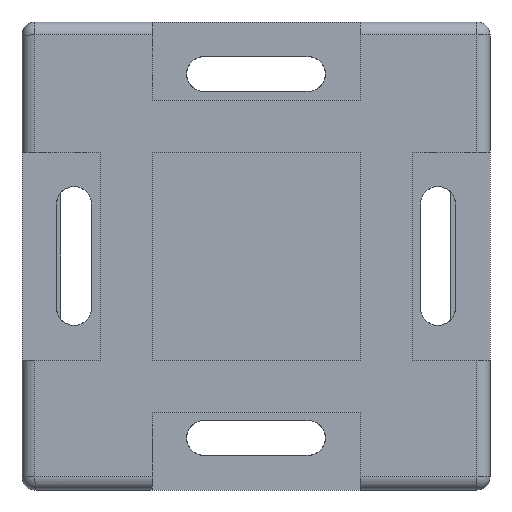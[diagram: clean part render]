
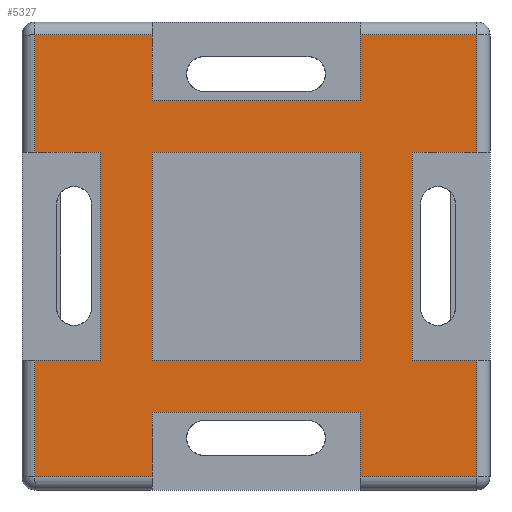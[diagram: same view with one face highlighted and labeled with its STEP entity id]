
A CAD part, front view. The second image highlights one B-rep face of the part: STEP entity #5327.
In plain terms, the highlighted planar face has unit normal (0, -1, 0).
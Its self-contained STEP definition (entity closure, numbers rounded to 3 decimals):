
#60=FACE_BOUND('',#628,.T.);
#111=PLANE('',#5711);
#305=FACE_OUTER_BOUND('',#627,.T.);
#627=EDGE_LOOP('',(#3904,#3905,#3906,#3907,#3908,#3909,#3910,#3911,#3912,
#3913,#3914,#3915,#3916,#3917,#3918,#3919,#3920,#3921,#3922,#3923));
#628=EDGE_LOOP('',(#3924,#3925,#3926,#3927));
#1084=LINE('',#8330,#1632);
#1086=LINE('',#8335,#1634);
#1087=LINE('',#8338,#1635);
#1094=LINE('',#8360,#1642);
#1095=LINE('',#8362,#1643);
#1096=LINE('',#8364,#1644);
#1097=LINE('',#8366,#1645);
#1098=LINE('',#8368,#1646);
#1099=LINE('',#8370,#1647);
#1100=LINE('',#8372,#1648);
#1101=LINE('',#8374,#1649);
#1102=LINE('',#8376,#1650);
#1103=LINE('',#8378,#1651);
#1104=LINE('',#8380,#1652);
#1105=LINE('',#8382,#1653);
#1106=LINE('',#8384,#1654);
#1107=LINE('',#8386,#1655);
#1108=LINE('',#8388,#1656);
#1109=LINE('',#8390,#1657);
#1110=LINE('',#8391,#1658);
#1111=LINE('',#8394,#1659);
#1112=LINE('',#8396,#1660);
#1113=LINE('',#8398,#1661);
#1114=LINE('',#8399,#1662);
#1632=VECTOR('',#6569,10.);
#1634=VECTOR('',#6575,10.);
#1635=VECTOR('',#6578,10.);
#1642=VECTOR('',#6595,10.);
#1643=VECTOR('',#6596,10.);
#1644=VECTOR('',#6597,10.);
#1645=VECTOR('',#6598,10.);
#1646=VECTOR('',#6599,10.);
#1647=VECTOR('',#6600,10.);
#1648=VECTOR('',#6601,10.);
#1649=VECTOR('',#6602,10.);
#1650=VECTOR('',#6603,10.);
#1651=VECTOR('',#6604,10.);
#1652=VECTOR('',#6605,10.);
#1653=VECTOR('',#6606,10.);
#1654=VECTOR('',#6607,10.);
#1655=VECTOR('',#6608,10.);
#1656=VECTOR('',#6609,10.);
#1657=VECTOR('',#6610,10.);
#1658=VECTOR('',#6611,10.);
#1659=VECTOR('',#6612,10.);
#1660=VECTOR('',#6613,10.);
#1661=VECTOR('',#6614,10.);
#1662=VECTOR('',#6615,10.);
#2429=VERTEX_POINT('',#8317);
#2433=VERTEX_POINT('',#8328);
#2434=VERTEX_POINT('',#8333);
#2435=VERTEX_POINT('',#8337);
#2445=VERTEX_POINT('',#8359);
#2446=VERTEX_POINT('',#8361);
#2447=VERTEX_POINT('',#8363);
#2448=VERTEX_POINT('',#8365);
#2449=VERTEX_POINT('',#8367);
#2450=VERTEX_POINT('',#8369);
#2451=VERTEX_POINT('',#8371);
#2452=VERTEX_POINT('',#8373);
#2453=VERTEX_POINT('',#8375);
#2454=VERTEX_POINT('',#8377);
#2455=VERTEX_POINT('',#8379);
#2456=VERTEX_POINT('',#8381);
#2457=VERTEX_POINT('',#8383);
#2458=VERTEX_POINT('',#8385);
#2459=VERTEX_POINT('',#8387);
#2460=VERTEX_POINT('',#8389);
#2461=VERTEX_POINT('',#8392);
#2462=VERTEX_POINT('',#8393);
#2463=VERTEX_POINT('',#8395);
#2464=VERTEX_POINT('',#8397);
#2994=EDGE_CURVE('',#2433,#2429,#1084,.T.);
#2997=EDGE_CURVE('',#2429,#2434,#1086,.T.);
#2998=EDGE_CURVE('',#2435,#2434,#1087,.T.);
#3009=EDGE_CURVE('',#2433,#2445,#1094,.T.);
#3010=EDGE_CURVE('',#2445,#2446,#1095,.T.);
#3011=EDGE_CURVE('',#2446,#2447,#1096,.T.);
#3012=EDGE_CURVE('',#2448,#2447,#1097,.T.);
#3013=EDGE_CURVE('',#2449,#2448,#1098,.T.);
#3014=EDGE_CURVE('',#2449,#2450,#1099,.T.);
#3015=EDGE_CURVE('',#2450,#2451,#1100,.T.);
#3016=EDGE_CURVE('',#2451,#2452,#1101,.T.);
#3017=EDGE_CURVE('',#2453,#2452,#1102,.T.);
#3018=EDGE_CURVE('',#2454,#2453,#1103,.T.);
#3019=EDGE_CURVE('',#2454,#2455,#1104,.T.);
#3020=EDGE_CURVE('',#2455,#2456,#1105,.T.);
#3021=EDGE_CURVE('',#2456,#2457,#1106,.T.);
#3022=EDGE_CURVE('',#2458,#2457,#1107,.T.);
#3023=EDGE_CURVE('',#2459,#2458,#1108,.T.);
#3024=EDGE_CURVE('',#2459,#2460,#1109,.T.);
#3025=EDGE_CURVE('',#2460,#2435,#1110,.T.);
#3026=EDGE_CURVE('',#2461,#2462,#1111,.T.);
#3027=EDGE_CURVE('',#2462,#2463,#1112,.T.);
#3028=EDGE_CURVE('',#2463,#2464,#1113,.T.);
#3029=EDGE_CURVE('',#2464,#2461,#1114,.T.);
#3904=ORIENTED_EDGE('',*,*,#2997,.F.);
#3905=ORIENTED_EDGE('',*,*,#2994,.F.);
#3906=ORIENTED_EDGE('',*,*,#3009,.T.);
#3907=ORIENTED_EDGE('',*,*,#3010,.T.);
#3908=ORIENTED_EDGE('',*,*,#3011,.T.);
#3909=ORIENTED_EDGE('',*,*,#3012,.F.);
#3910=ORIENTED_EDGE('',*,*,#3013,.F.);
#3911=ORIENTED_EDGE('',*,*,#3014,.T.);
#3912=ORIENTED_EDGE('',*,*,#3015,.T.);
#3913=ORIENTED_EDGE('',*,*,#3016,.T.);
#3914=ORIENTED_EDGE('',*,*,#3017,.F.);
#3915=ORIENTED_EDGE('',*,*,#3018,.F.);
#3916=ORIENTED_EDGE('',*,*,#3019,.T.);
#3917=ORIENTED_EDGE('',*,*,#3020,.T.);
#3918=ORIENTED_EDGE('',*,*,#3021,.T.);
#3919=ORIENTED_EDGE('',*,*,#3022,.F.);
#3920=ORIENTED_EDGE('',*,*,#3023,.F.);
#3921=ORIENTED_EDGE('',*,*,#3024,.T.);
#3922=ORIENTED_EDGE('',*,*,#3025,.T.);
#3923=ORIENTED_EDGE('',*,*,#2998,.T.);
#3924=ORIENTED_EDGE('',*,*,#3026,.T.);
#3925=ORIENTED_EDGE('',*,*,#3027,.T.);
#3926=ORIENTED_EDGE('',*,*,#3028,.T.);
#3927=ORIENTED_EDGE('',*,*,#3029,.T.);
#5327=ADVANCED_FACE('',(#305,#60),#111,.T.);
#5711=AXIS2_PLACEMENT_3D('',#8358,#6593,#6594);
#6569=DIRECTION('',(1.,0.,0.));
#6575=DIRECTION('',(0.,0.,-1.));
#6578=DIRECTION('',(1.,0.,0.));
#6593=DIRECTION('center_axis',(0.,-1.,0.));
#6594=DIRECTION('ref_axis',(0.,0.,-1.));
#6595=DIRECTION('',(0.,0.,-1.));
#6596=DIRECTION('',(-1.,0.,0.));
#6597=DIRECTION('',(0.,0.,1.));
#6598=DIRECTION('',(1.,0.,0.));
#6599=DIRECTION('',(0.,0.,1.));
#6600=DIRECTION('',(1.,0.,0.));
#6601=DIRECTION('',(0.,0.,-1.));
#6602=DIRECTION('',(-1.,0.,0.));
#6603=DIRECTION('',(0.,0.,1.));
#6604=DIRECTION('',(-1.,0.,0.));
#6605=DIRECTION('',(0.,0.,1.));
#6606=DIRECTION('',(1.,0.,0.));
#6607=DIRECTION('',(0.,0.,-1.));
#6608=DIRECTION('',(-1.,0.,0.));
#6609=DIRECTION('',(0.,0.,-1.));
#6610=DIRECTION('',(-1.,0.,0.));
#6611=DIRECTION('',(0.,0.,1.));
#6612=DIRECTION('',(0.,0.,-1.));
#6613=DIRECTION('',(-1.,0.,0.));
#6614=DIRECTION('',(0.,0.,1.));
#6615=DIRECTION('',(1.,0.,0.));
#8317=CARTESIAN_POINT('',(26.038,-54.,24.987));
#8328=CARTESIAN_POINT('',(12.538,-54.,24.987));
#8330=CARTESIAN_POINT('',(14.038,-54.,24.987));
#8333=CARTESIAN_POINT('',(26.038,-54.,11.487));
#8335=CARTESIAN_POINT('',(26.038,-54.,-14.013));
#8337=CARTESIAN_POINT('',(18.538,-54.,11.487));
#8338=CARTESIAN_POINT('',(14.038,-54.,11.487));
#8358=CARTESIAN_POINT('Origin',(0.538,-54.,-0.513));
#8359=CARTESIAN_POINT('',(12.538,-54.,17.487));
#8360=CARTESIAN_POINT('',(12.538,-54.,12.987));
#8361=CARTESIAN_POINT('',(-11.462,-54.,17.487));
#8362=CARTESIAN_POINT('',(6.538,-54.,17.487));
#8363=CARTESIAN_POINT('',(-11.462,-54.,24.987));
#8364=CARTESIAN_POINT('',(-11.462,-54.,8.487));
#8365=CARTESIAN_POINT('',(-24.962,-54.,24.987));
#8366=CARTESIAN_POINT('',(14.038,-54.,24.987));
#8367=CARTESIAN_POINT('',(-24.962,-54.,11.487));
#8368=CARTESIAN_POINT('',(-24.962,-54.,12.987));
#8369=CARTESIAN_POINT('',(-17.462,-54.,11.487));
#8370=CARTESIAN_POINT('',(-12.962,-54.,11.487));
#8371=CARTESIAN_POINT('',(-17.462,-54.,-12.513));
#8372=CARTESIAN_POINT('',(-17.462,-54.,-0.513));
#8373=CARTESIAN_POINT('',(-24.962,-54.,-12.513));
#8374=CARTESIAN_POINT('',(-12.962,-54.,-12.513));
#8375=CARTESIAN_POINT('',(-24.962,-54.,-26.013));
#8376=CARTESIAN_POINT('',(-24.962,-54.,12.987));
#8377=CARTESIAN_POINT('',(-11.462,-54.,-26.013));
#8378=CARTESIAN_POINT('',(-12.962,-54.,-26.013));
#8379=CARTESIAN_POINT('',(-11.462,-54.,-18.513));
#8380=CARTESIAN_POINT('',(-11.462,-54.,-14.013));
#8381=CARTESIAN_POINT('',(12.538,-54.,-18.513));
#8382=CARTESIAN_POINT('',(-5.462,-54.,-18.513));
#8383=CARTESIAN_POINT('',(12.538,-54.,-26.013));
#8384=CARTESIAN_POINT('',(12.538,-54.,-9.513));
#8385=CARTESIAN_POINT('',(26.038,-54.,-26.013));
#8386=CARTESIAN_POINT('',(-12.962,-54.,-26.013));
#8387=CARTESIAN_POINT('',(26.038,-54.,-12.513));
#8388=CARTESIAN_POINT('',(26.038,-54.,-14.013));
#8389=CARTESIAN_POINT('',(18.538,-54.,-12.513));
#8390=CARTESIAN_POINT('',(14.038,-54.,-12.513));
#8391=CARTESIAN_POINT('',(18.538,-54.,-0.513));
#8392=CARTESIAN_POINT('',(12.538,-54.,11.487));
#8393=CARTESIAN_POINT('',(12.538,-54.,-12.513));
#8394=CARTESIAN_POINT('',(12.538,-54.,5.487));
#8395=CARTESIAN_POINT('',(-11.462,-54.,-12.513));
#8396=CARTESIAN_POINT('',(6.538,-54.,-12.513));
#8397=CARTESIAN_POINT('',(-11.462,-54.,11.487));
#8398=CARTESIAN_POINT('',(-11.462,-54.,-6.513));
#8399=CARTESIAN_POINT('',(-5.462,-54.,11.487));
